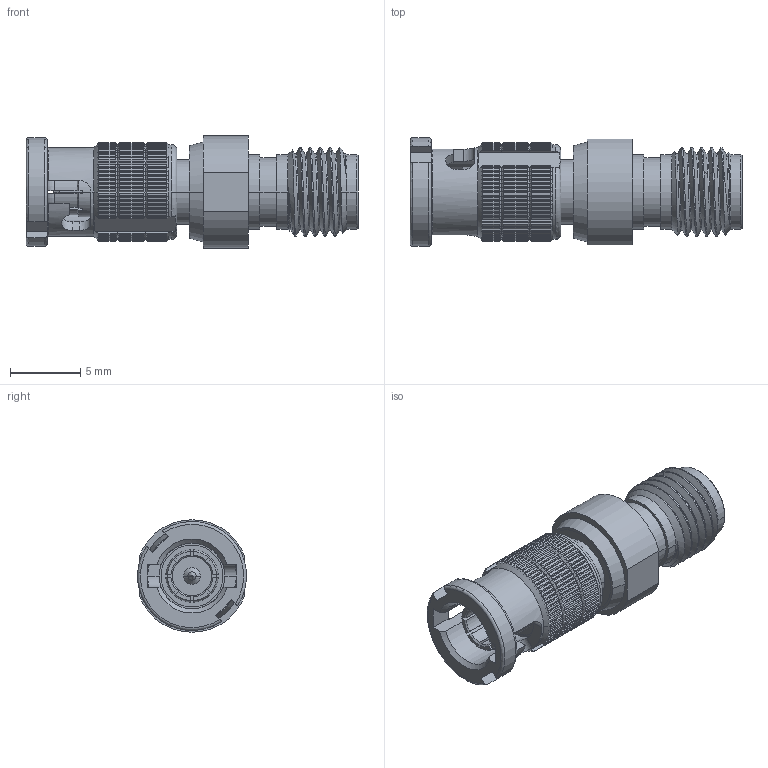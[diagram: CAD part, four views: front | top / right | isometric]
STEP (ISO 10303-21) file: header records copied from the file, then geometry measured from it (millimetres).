
FILE_DESCRIPTION((''),'2;1');
FILE_NAME('APH-HDBNCP-SMAJ_SW0002','2020-08-14T12:02:46',('Viji'),(''),'CREO PARAMETRIC BY PTC INC, 2019444','CREO PARAMETRIC BY PTC INC, 2019444','');
FILE_SCHEMA(('CONFIG_CONTROL_DESIGN'));
Length unit declared in the file: millimetre
Products named in the file (1): APH-HDBNCP-SMAJ_SW0002
Bounding box: 23.6 x 7.73 x 8 mm (x, y, z)
Volume: 647 mm3; surface area: 912.7 mm2
Topology: 1 solids, 1 shells, 804 faces, 2346 edges, 1553 vertices
Faces by surface type: plane 464, cylinder 268, cone 50, torus 16, bspline 6
Entity records: 31447 total; most frequent: CARTESIAN_POINT 11309, ORIENTED_EDGE 4688, DIRECTION 3662, EDGE_CURVE 2344, VERTEX_POINT 1553, AXIS2_PLACEMENT_3D 1407, B_SPLINE_CURVE_WITH_KNOTS 887, VECTOR 848
